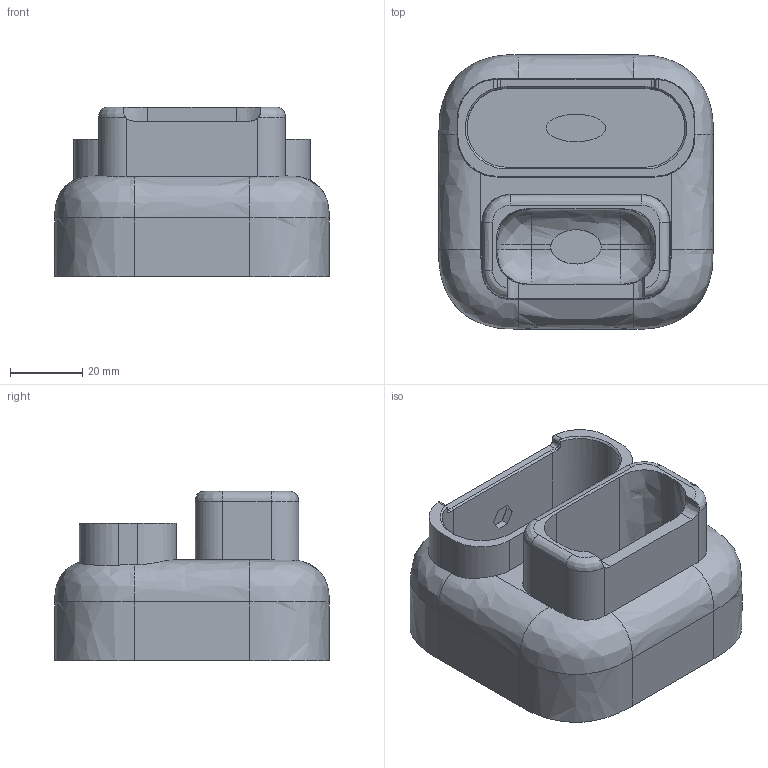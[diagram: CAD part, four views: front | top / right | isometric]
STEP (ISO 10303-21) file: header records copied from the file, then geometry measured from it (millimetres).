
FILE_DESCRIPTION(/* description */ ('STEP AP242','CAx-IF Rec.Pracs.---Representation and Presentation of Product Manufacturing Information (PMI)---4.0---2014-10-13','CAx-IF Rec.Pracs.---3D Tessellated Geometry---0.4---2014-09-14','2;1'),/* implementation_level */ '2;1');
FILE_NAME(/* name */ '668c8ed01bca2341b2f4e3c4',/* time_stamp */ '2024-07-09T01:13:53Z',/* author */ (''),/* organization */ (''),/* preprocessor_version */ 'ST-DEVELOPER v20',/* originating_system */ ' ',/* authorisation */ ' ');
FILE_SCHEMA (('AP242_MANAGED_MODEL_BASED_3D_ENGINEERING_MIM_LF { 1 0 10303 442 1 1 4 }'));
Length unit declared in the file: metre
Products named in the file (3): Part 3; Part 1
Bounding box: 76.2 x 76.2 x 46.99 mm (x, y, z)
Volume: 115372.4 mm3; surface area: 51157.9 mm2
Topology: 3 solids, 3 shells, 166 faces, 402 edges, 241 vertices
Faces by surface type: bspline 76, plane 63, cylinder 21, cone 6
Full cylindrical faces by diameter (mm): 3.81 x1
Entity records: 10137 total; most frequent: CARTESIAN_POINT 6936, ORIENTED_EDGE 794, EDGE_CURVE 397, DIRECTION 367, B_SPLINE_CURVE_WITH_KNOTS 247, VERTEX_POINT 240, EDGE_LOOP 177, FACE_BOUND 177
